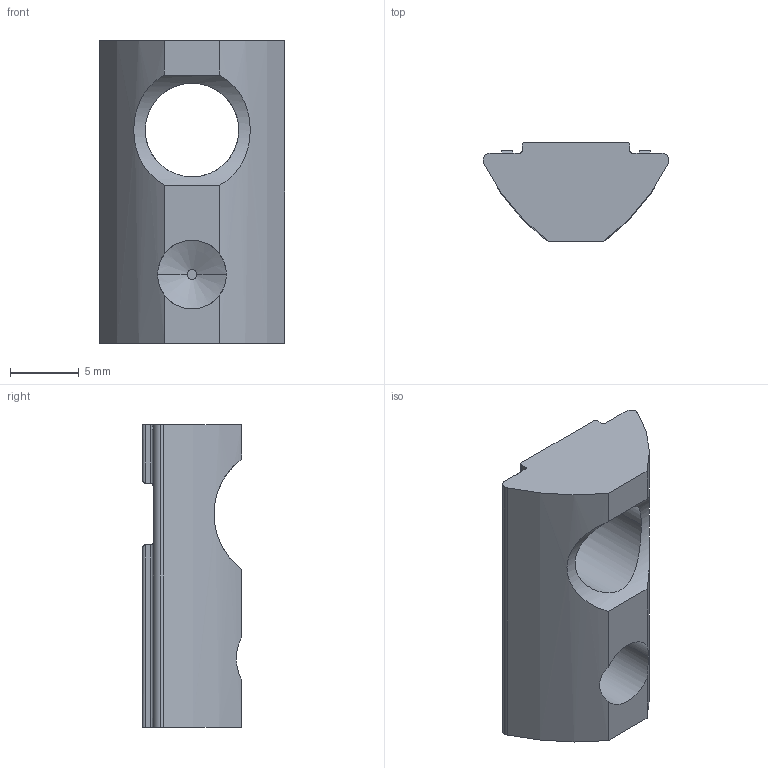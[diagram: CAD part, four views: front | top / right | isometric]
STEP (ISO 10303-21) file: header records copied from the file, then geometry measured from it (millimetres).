
FILE_DESCRIPTION (( 'STEP AP214' ), '1' );
FILE_NAME ('7218234', '2019-01-30T08:53:50', ( '' ), ('JUGARD+KÜNSTNER GmbH'), 'SwSTEP 2.0', 'SolidWorks 2017', '' );
FILE_SCHEMA (( 'AUTOMOTIVE_DESIGN' ));
Length unit declared in the file: millimetre
Products named in the file (1): 7218234
Bounding box: 13.5 x 7.2 x 22 mm (x, y, z)
Volume: 1124.6 mm3; surface area: 1038.2 mm2
Topology: 1 solids, 1 shells, 43 faces, 117 edges, 76 vertices
Faces by surface type: plane 21, cylinder 20, cone 2
Entity records: 1577 total; most frequent: CARTESIAN_POINT 433, ORIENTED_EDGE 234, DIRECTION 219, EDGE_CURVE 117, VERTEX_POINT 76, AXIS2_PLACEMENT_3D 74, VECTOR 71, LINE 71
